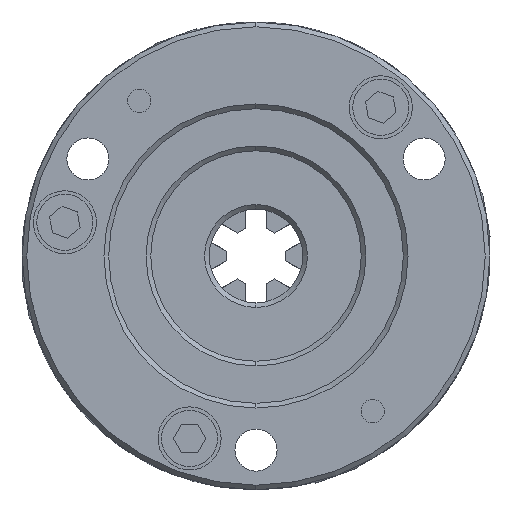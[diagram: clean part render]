
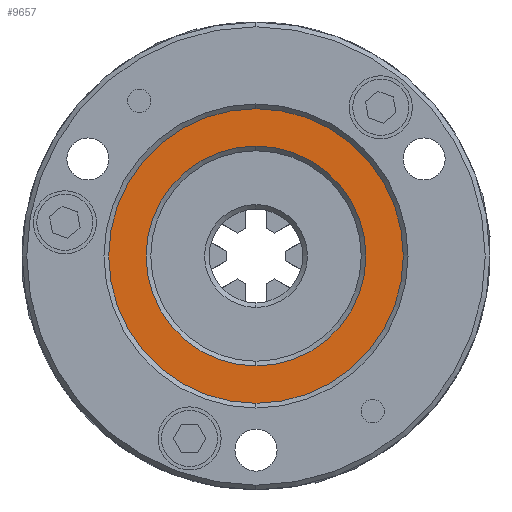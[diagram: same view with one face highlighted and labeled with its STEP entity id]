
A CAD part, front view. The second image highlights one B-rep face of the part: STEP entity #9657.
In plain terms, the highlighted planar face has unit normal (0, -1, 0).
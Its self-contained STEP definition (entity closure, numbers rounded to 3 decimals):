
#273 = ORIENTED_EDGE ( 'NONE', *, *, #9219, .T. ) ;
#530 = DIRECTION ( 'NONE',  ( 0., -1., 0. ) ) ;
#718 = EDGE_LOOP ( 'NONE', ( #6552, #273 ) ) ;
#761 = DIRECTION ( 'NONE',  ( 0., 1., 0. ) ) ;
#1131 = CIRCLE ( 'NONE', #11213, 23.5 ) ;
#1344 = VERTEX_POINT ( 'NONE', #6200 ) ;
#1586 = AXIS2_PLACEMENT_3D ( 'NONE', #1613, #4499, #4435 ) ;
#1613 = CARTESIAN_POINT ( 'NONE',  ( 53.668, 41.404, 45.136 ) ) ;
#3448 = DIRECTION ( 'NONE',  ( 0., 0., 1. ) ) ;
#3457 = ORIENTED_EDGE ( 'NONE', *, *, #5038, .T. ) ;
#4258 = CIRCLE ( 'NONE', #1586, 31.5 ) ;
#4351 = CIRCLE ( 'NONE', #5175, 23.5 ) ;
#4435 = DIRECTION ( 'NONE',  ( 0., 0., -1. ) ) ;
#4499 = DIRECTION ( 'NONE',  ( 0., -1., 0. ) ) ;
#4645 = CARTESIAN_POINT ( 'NONE',  ( 53.668, 41.404, 45.136 ) ) ;
#5038 = EDGE_CURVE ( 'NONE', #11189, #5397, #1131, .T. ) ;
#5175 = AXIS2_PLACEMENT_3D ( 'NONE', #6660, #761, #10738 ) ;
#5397 = VERTEX_POINT ( 'NONE', #8623 ) ;
#5864 = AXIS2_PLACEMENT_3D ( 'NONE', #10379, #530, #6176 ) ;
#6176 = DIRECTION ( 'NONE',  ( 0., 0., -1. ) ) ;
#6200 = CARTESIAN_POINT ( 'NONE',  ( 53.668, 41.404, 76.636 ) ) ;
#6510 = CIRCLE ( 'NONE', #5864, 31.5 ) ;
#6552 = ORIENTED_EDGE ( 'NONE', *, *, #8040, .T. ) ;
#6660 = CARTESIAN_POINT ( 'NONE',  ( 53.668, 41.404, 45.136 ) ) ;
#6760 = DIRECTION ( 'NONE',  ( 0., 1., 0. ) ) ;
#7308 = FACE_OUTER_BOUND ( 'NONE', #718, .T. ) ;
#7338 = CARTESIAN_POINT ( 'NONE',  ( 53.668, 41.404, 13.636 ) ) ;
#7432 = AXIS2_PLACEMENT_3D ( 'NONE', #8405, #8341, #3448 ) ;
#7661 = DIRECTION ( 'NONE',  ( 0., 0., 1. ) ) ;
#8040 = EDGE_CURVE ( 'NONE', #8050, #1344, #6510, .T. ) ;
#8050 = VERTEX_POINT ( 'NONE', #7338 ) ;
#8341 = DIRECTION ( 'NONE',  ( 0., 1., 0. ) ) ;
#8405 = CARTESIAN_POINT ( 'NONE',  ( 31.168, 41.404, 45.136 ) ) ;
#8623 = CARTESIAN_POINT ( 'NONE',  ( 53.668, 41.404, 68.636 ) ) ;
#8719 = EDGE_LOOP ( 'NONE', ( #3457, #8988 ) ) ;
#8988 = ORIENTED_EDGE ( 'NONE', *, *, #9739, .T. ) ;
#9219 = EDGE_CURVE ( 'NONE', #1344, #8050, #4258, .T. ) ;
#9657 = ADVANCED_FACE ( 'NONE', ( #10224, #7308 ), #11256, .F. ) ;
#9739 = EDGE_CURVE ( 'NONE', #5397, #11189, #4351, .T. ) ;
#10224 = FACE_BOUND ( 'NONE', #8719, .T. ) ;
#10379 = CARTESIAN_POINT ( 'NONE',  ( 53.668, 41.404, 45.136 ) ) ;
#10738 = DIRECTION ( 'NONE',  ( 0., 0., 1. ) ) ;
#11189 = VERTEX_POINT ( 'NONE', #11501 ) ;
#11213 = AXIS2_PLACEMENT_3D ( 'NONE', #4645, #6760, #7661 ) ;
#11256 = PLANE ( 'NONE',  #7432 ) ;
#11501 = CARTESIAN_POINT ( 'NONE',  ( 53.668, 41.404, 21.636 ) ) ;
